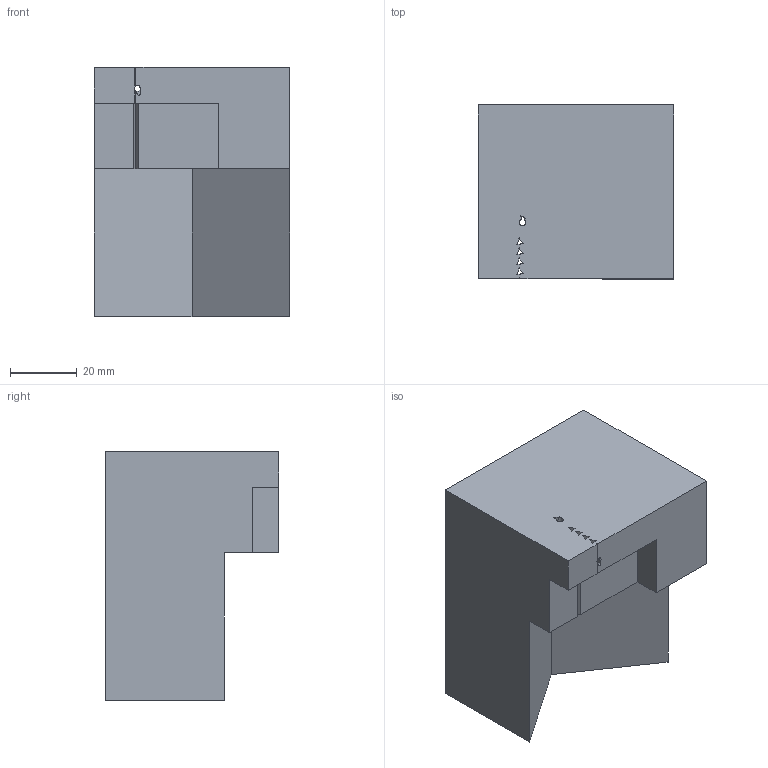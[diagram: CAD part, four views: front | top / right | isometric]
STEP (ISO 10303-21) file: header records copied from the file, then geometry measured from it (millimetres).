
FILE_DESCRIPTION(('Open CASCADE Model'),'2;1');
FILE_NAME('Open CASCADE Shape Model','2025-07-01T18:59:48',('Author'),( 'Open CASCADE'),'Open CASCADE STEP processor 7.5','Open CASCADE 7.5' ,'Unknown');
FILE_SCHEMA(('CONFIG_CONTROL_DESIGN'));
Length unit declared in the file: millimetre
Products named in the file (1): Open CASCADE STEP translator 7.5 36
Bounding box: 58.78 x 52.21 x 74.78 mm (x, y, z)
Volume: 153996.8 mm3; surface area: 22790 mm2
Topology: 1 solids, 1 shells, 83 faces, 280 edges, 187 vertices
Faces by surface type: plane 73, cylinder 10
Entity records: 6871 total; most frequent: CARTESIAN_POINT 1845, DIRECTION 742, ORIENTED_EDGE 560, PCURVE 560, DEFINITIONAL_REPRESENTATION 560, LINE 479, VECTOR 479, B_SPLINE_CURVE_WITH_KNOTS 295
